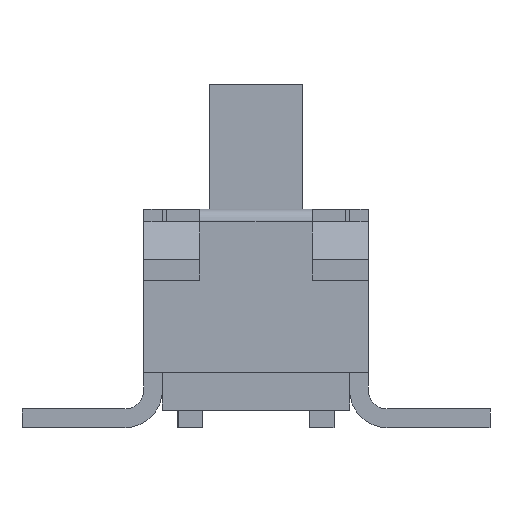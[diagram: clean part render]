
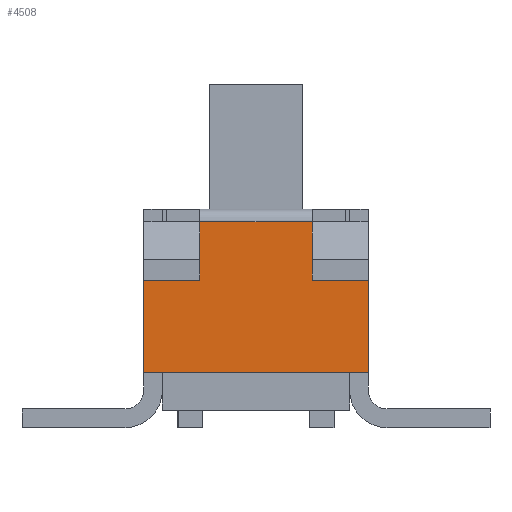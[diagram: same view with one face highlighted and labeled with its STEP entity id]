
A CAD part, front view. The second image highlights one B-rep face of the part: STEP entity #4508.
In plain terms, the highlighted face is planar.
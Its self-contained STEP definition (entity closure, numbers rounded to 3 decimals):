
#201=PLANE('',#4778);
#420=FACE_OUTER_BOUND('',#675,.T.);
#675=EDGE_LOOP('',(#3613,#3614,#3615,#3616,#3617,#3618,#3619,#3620,#3621,
#3622));
#854=LINE('',#6207,#1402);
#857=LINE('',#6214,#1405);
#875=LINE('',#6252,#1423);
#1038=LINE('',#6755,#1586);
#1109=LINE('',#6932,#1657);
#1159=LINE('',#7135,#1707);
#1224=LINE('',#7296,#1772);
#1225=LINE('',#7298,#1773);
#1226=LINE('',#7299,#1774);
#1227=LINE('',#7300,#1775);
#1402=VECTOR('',#4978,10.);
#1405=VECTOR('',#4985,10.);
#1423=VECTOR('',#5011,10.);
#1586=VECTOR('',#5276,1000.);
#1657=VECTOR('',#5395,1000.);
#1707=VECTOR('',#5491,1000.);
#1772=VECTOR('',#5602,1000.);
#1773=VECTOR('',#5603,1000.);
#1774=VECTOR('',#5604,1000.);
#1775=VECTOR('',#5605,1000.);
#2002=VERTEX_POINT('',#6204);
#2003=VERTEX_POINT('',#6206);
#2005=VERTEX_POINT('',#6212);
#2021=VERTEX_POINT('',#6251);
#2170=VERTEX_POINT('',#6754);
#2223=VERTEX_POINT('',#6929);
#2224=VERTEX_POINT('',#6931);
#2259=VERTEX_POINT('',#7134);
#2300=VERTEX_POINT('',#7295);
#2301=VERTEX_POINT('',#7297);
#2416=EDGE_CURVE('',#2002,#2003,#854,.T.);
#2420=EDGE_CURVE('',#2002,#2005,#857,.T.);
#2438=EDGE_CURVE('',#2021,#2003,#875,.T.);
#2628=EDGE_CURVE('',#2021,#2170,#1038,.T.);
#2704=EDGE_CURVE('',#2224,#2223,#1109,.T.);
#2758=EDGE_CURVE('',#2259,#2170,#1159,.T.);
#2828=EDGE_CURVE('',#2005,#2300,#1224,.T.);
#2829=EDGE_CURVE('',#2300,#2301,#1225,.T.);
#2830=EDGE_CURVE('',#2224,#2301,#1226,.T.);
#2831=EDGE_CURVE('',#2223,#2259,#1227,.T.);
#3613=ORIENTED_EDGE('',*,*,#2416,.F.);
#3614=ORIENTED_EDGE('',*,*,#2420,.T.);
#3615=ORIENTED_EDGE('',*,*,#2828,.T.);
#3616=ORIENTED_EDGE('',*,*,#2829,.T.);
#3617=ORIENTED_EDGE('',*,*,#2830,.F.);
#3618=ORIENTED_EDGE('',*,*,#2704,.T.);
#3619=ORIENTED_EDGE('',*,*,#2831,.T.);
#3620=ORIENTED_EDGE('',*,*,#2758,.T.);
#3621=ORIENTED_EDGE('',*,*,#2628,.F.);
#3622=ORIENTED_EDGE('',*,*,#2438,.T.);
#4508=ADVANCED_FACE('',(#420),#201,.T.);
#4778=AXIS2_PLACEMENT_3D('',#7294,#5600,#5601);
#4978=DIRECTION('',(0.,0.,1.));
#4985=DIRECTION('',(0.,-1.,0.));
#5011=DIRECTION('',(0.,1.,0.));
#5276=DIRECTION('',(0.,-1.,0.));
#5395=DIRECTION('',(0.,0.,1.));
#5491=DIRECTION('',(0.,0.,-1.));
#5600=DIRECTION('center_axis',(-1.,0.,0.));
#5601=DIRECTION('ref_axis',(0.,0.,1.));
#5602=DIRECTION('',(0.,-1.,0.));
#5603=DIRECTION('',(0.,0.,-1.));
#5604=DIRECTION('',(0.,1.,0.));
#5605=DIRECTION('',(0.,1.,0.));
#6204=CARTESIAN_POINT('',(-4.25,3.019,-0.9));
#6206=CARTESIAN_POINT('',(-4.25,3.019,0.9));
#6207=CARTESIAN_POINT('',(-4.25,3.019,-0.9));
#6212=CARTESIAN_POINT('',(-4.25,3.017,-0.9));
#6214=CARTESIAN_POINT('',(-4.25,3.22,-0.9));
#6251=CARTESIAN_POINT('',(-4.25,3.017,0.9));
#6252=CARTESIAN_POINT('',(-4.25,3.017,0.9));
#6754=CARTESIAN_POINT('',(-4.25,2.081,0.9));
#6755=CARTESIAN_POINT('',(-4.25,3.017,0.9));
#6929=CARTESIAN_POINT('',(-4.25,0.604,1.8));
#6931=CARTESIAN_POINT('',(-4.25,0.604,-1.8));
#6932=CARTESIAN_POINT('',(-4.25,0.604,-1.8));
#7134=CARTESIAN_POINT('',(-4.25,2.081,1.8));
#7135=CARTESIAN_POINT('',(-4.25,2.081,1.8));
#7294=CARTESIAN_POINT('Origin',(-4.25,0.,-1.8));
#7295=CARTESIAN_POINT('',(-4.25,2.081,-0.9));
#7296=CARTESIAN_POINT('',(-4.25,3.017,-0.9));
#7297=CARTESIAN_POINT('',(-4.25,2.081,-1.8));
#7298=CARTESIAN_POINT('',(-4.25,2.081,-0.9));
#7299=CARTESIAN_POINT('',(-4.25,0.604,-1.8));
#7300=CARTESIAN_POINT('',(-4.25,0.604,1.8));
